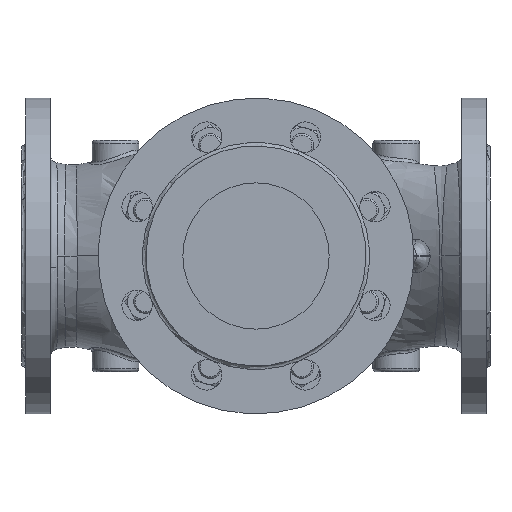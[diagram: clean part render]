
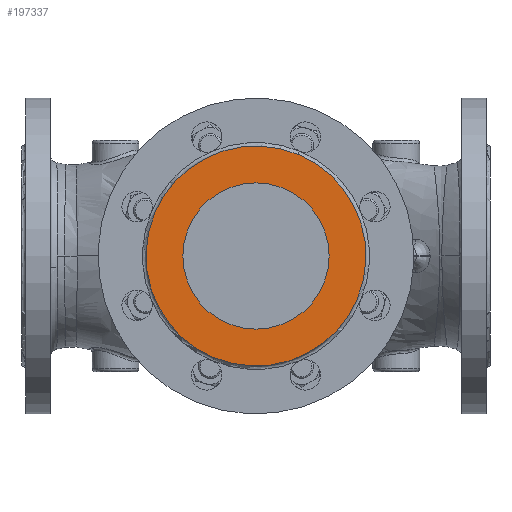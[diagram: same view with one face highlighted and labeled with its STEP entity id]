
A CAD part, front view. The second image highlights one B-rep face of the part: STEP entity #197337.
In plain terms, the highlighted planar face has unit normal (0, -1, 0).
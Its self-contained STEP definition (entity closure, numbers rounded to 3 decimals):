
#9418 = CARTESIAN_POINT ( 'NONE',  ( -35.972, -259., -86.845 ) ) ;
#24422 = CIRCLE ( 'NONE', #164667, 62.5 ) ;
#36253 = EDGE_LOOP ( 'NONE', ( #105220, #62773 ) ) ;
#37815 = AXIS2_PLACEMENT_3D ( 'NONE', #210174, #86834, #230841 ) ;
#40547 = CARTESIAN_POINT ( 'NONE',  ( 62.5, -259., 0. ) ) ;
#40613 = DIRECTION ( 'NONE',  ( 0., 1., 0. ) ) ;
#57089 = DIRECTION ( 'NONE',  ( 0., -1., 0. ) ) ;
#62307 = ORIENTED_EDGE ( 'NONE', *, *, #264094, .F. ) ;
#62773 = ORIENTED_EDGE ( 'NONE', *, *, #168152, .F. ) ;
#70096 = EDGE_CURVE ( 'NONE', #123022, #247502, #24422, .T. ) ;
#76805 = FACE_OUTER_BOUND ( 'NONE', #36253, .T. ) ;
#80306 = CARTESIAN_POINT ( 'NONE',  ( 57.742, -259., -23.918 ) ) ;
#86834 = DIRECTION ( 'NONE',  ( 0., 1., 0. ) ) ;
#92258 = DIRECTION ( 'NONE',  ( 0., 1., 0. ) ) ;
#95143 = EDGE_CURVE ( 'NONE', #248239, #114985, #215433, .T. ) ;
#101023 = PLANE ( 'NONE',  #234523 ) ;
#105220 = ORIENTED_EDGE ( 'NONE', *, *, #95143, .F. ) ;
#111413 = DIRECTION ( 'NONE',  ( 0., -1., 0. ) ) ;
#112985 = AXIS2_PLACEMENT_3D ( 'NONE', #234734, #111413, #255451 ) ;
#114985 = VERTEX_POINT ( 'NONE', #9418 ) ;
#123022 = VERTEX_POINT ( 'NONE', #175478 ) ;
#129900 = CIRCLE ( 'NONE', #210831, 94. ) ;
#164667 = AXIS2_PLACEMENT_3D ( 'NONE', #180446, #57089, #201155 ) ;
#168152 = EDGE_CURVE ( 'NONE', #114985, #248239, #129900, .T. ) ;
#175478 = CARTESIAN_POINT ( 'NONE',  ( -62.5, -259., 0. ) ) ;
#180446 = CARTESIAN_POINT ( 'NONE',  ( 0., -259., 0. ) ) ;
#184678 = DIRECTION ( 'NONE',  ( 0.383, 0., 0.924 ) ) ;
#190728 = ORIENTED_EDGE ( 'NONE', *, *, #70096, .F. ) ;
#197337 = ADVANCED_FACE ( 'NONE', ( #234660, #76805 ), #101023, .F. ) ;
#201155 = DIRECTION ( 'NONE',  ( 1., 0., 0. ) ) ;
#210174 = CARTESIAN_POINT ( 'NONE',  ( 0., -259., 0. ) ) ;
#210831 = AXIS2_PLACEMENT_3D ( 'NONE', #215601, #92258, #236265 ) ;
#215433 = CIRCLE ( 'NONE', #37815, 94. ) ;
#215601 = CARTESIAN_POINT ( 'NONE',  ( 0., -259., 0. ) ) ;
#223289 = EDGE_LOOP ( 'NONE', ( #62307, #190728 ) ) ;
#230841 = DIRECTION ( 'NONE',  ( 0.383, 0., 0.924 ) ) ;
#234523 = AXIS2_PLACEMENT_3D ( 'NONE', #80306, #40613, #184678 ) ;
#234660 = FACE_BOUND ( 'NONE', #223289, .T. ) ;
#234734 = CARTESIAN_POINT ( 'NONE',  ( 0., -259., 0. ) ) ;
#236265 = DIRECTION ( 'NONE',  ( 0.383, 0., 0.924 ) ) ;
#247502 = VERTEX_POINT ( 'NONE', #40547 ) ;
#248239 = VERTEX_POINT ( 'NONE', #248504 ) ;
#248504 = CARTESIAN_POINT ( 'NONE',  ( 35.972, -259., 86.845 ) ) ;
#255451 = DIRECTION ( 'NONE',  ( 1., 0., 0. ) ) ;
#260599 = CIRCLE ( 'NONE', #112985, 62.5 ) ;
#264094 = EDGE_CURVE ( 'NONE', #247502, #123022, #260599, .T. ) ;
